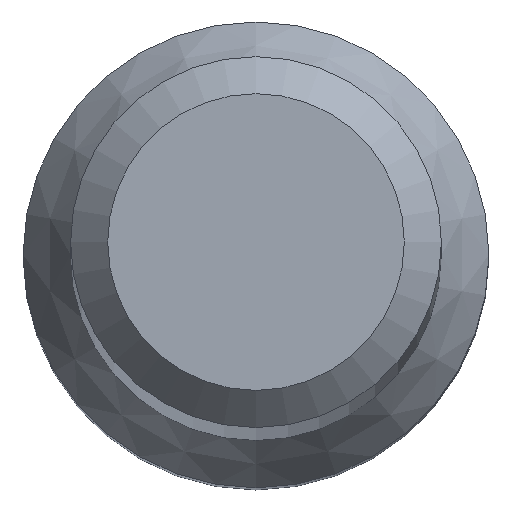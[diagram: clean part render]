
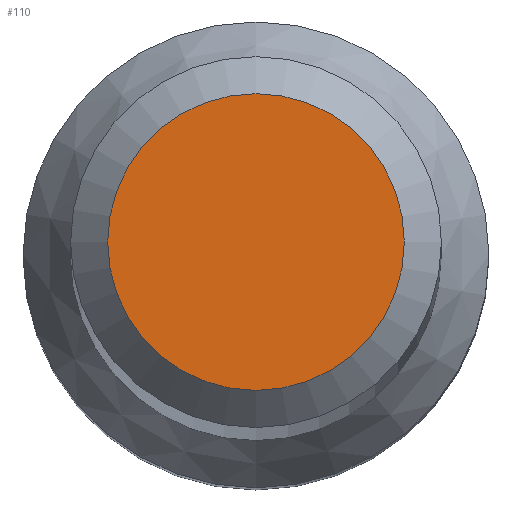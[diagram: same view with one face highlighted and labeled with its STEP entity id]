
A CAD part, top view. The second image highlights one B-rep face of the part: STEP entity #110.
In plain terms, the highlighted planar face has unit normal (0, 0, 1).
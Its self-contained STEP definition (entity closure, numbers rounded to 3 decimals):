
#18 = CARTESIAN_POINT ( 'NONE',  ( 0., 0., 70. ) ) ;
#24 = ORIENTED_EDGE ( 'NONE', *, *, #121, .F. ) ;
#29 = DIRECTION ( 'NONE',  ( 0., -1., 0. ) ) ;
#47 = EDGE_LOOP ( 'NONE', ( #24 ) ) ;
#57 = DIRECTION ( 'NONE',  ( 0., 0., 1. ) ) ;
#76 = CARTESIAN_POINT ( 'NONE',  ( 0., 1.2, 70. ) ) ;
#77 = DIRECTION ( 'NONE',  ( 0., 1., 0. ) ) ;
#97 = VERTEX_POINT ( 'NONE', #76 ) ;
#106 = CARTESIAN_POINT ( 'NONE',  ( 0., 0., 70. ) ) ;
#110 = ADVANCED_FACE ( 'NONE', ( #198 ), #200, .T. ) ;
#121 = EDGE_CURVE ( 'NONE', #97, #97, #172, .T. ) ;
#172 = CIRCLE ( 'NONE', #186, 1.2 ) ;
#186 = AXIS2_PLACEMENT_3D ( 'NONE', #18, #241, #77 ) ;
#198 = FACE_OUTER_BOUND ( 'NONE', #47, .T. ) ;
#200 = PLANE ( 'NONE',  #207 ) ;
#207 = AXIS2_PLACEMENT_3D ( 'NONE', #106, #57, #29 ) ;
#241 = DIRECTION ( 'NONE',  ( 0., 0., -1. ) ) ;
